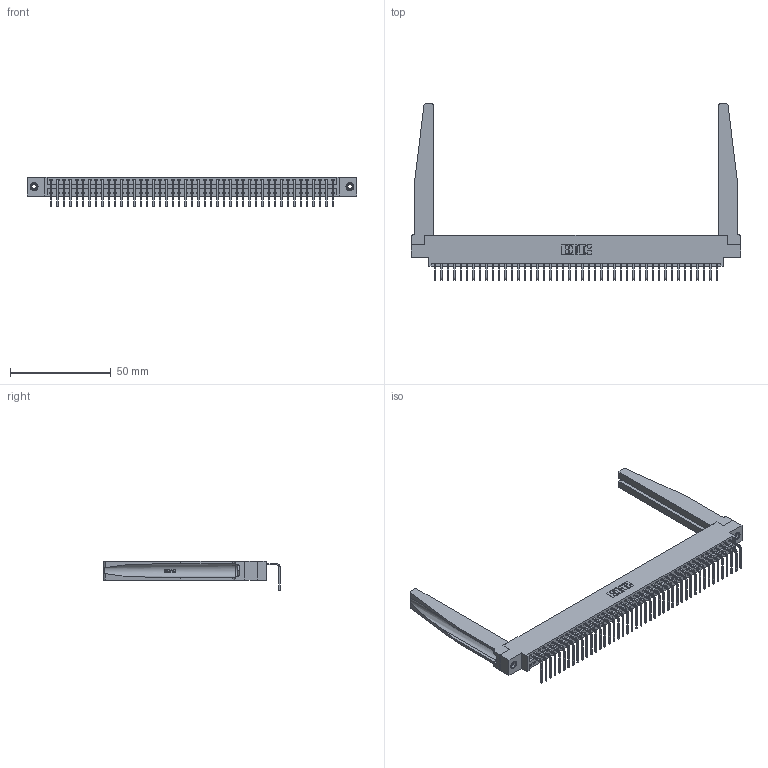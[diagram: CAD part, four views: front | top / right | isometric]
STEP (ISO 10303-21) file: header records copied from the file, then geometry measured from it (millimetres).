
FILE_DESCRIPTION (( 'STEP AP203' ), '1' );
FILE_NAME ('396-045-558-678.STEP', '2019-11-01T08:15:20', ( '' ), ( '' ), 'SwSTEP 2.0', 'SolidWorks 2016', '' );
FILE_SCHEMA (( 'CONFIG_CONTROL_DESIGN' ));
Length unit declared in the file: inch
Products named in the file (5): 396-045-558-678; 346 Part_0.170 Offset - 0.156 Dia-TH; 345-292-001_558 Tail - 2; 346-220-078_345-220-078; 345-250-001_345-250-001-102
Assembly tree (50 placements, depth 2):
  396-045-558-678
    346 Part_0.170 Offset - 0.156 Dia-TH
    345-292-001_558 Tail - 2  x45
    346-220-078_345-220-078  x2
    345-250-001_345-250-001-102  x2
Bounding box: 163.45 x 87.44 x 14.73 mm (x, y, z)
Volume: 22570.5 mm3; surface area: 27202.3 mm2
Topology: 50 solids, 50 shells, 3060 faces, 9139 edges, 6022 vertices
Faces by surface type: plane 2112, cylinder 896, bspline 36, cone 12, torus 4
Entity records: 32488 total; most frequent: CARTESIAN_POINT 6482, ORIENTED_EDGE 5350, DIRECTION 4699, EDGE_CURVE 2675, LINE 2269, VECTOR 2269, VERTEX_POINT 1776, AXIS2_PLACEMENT_3D 1215
